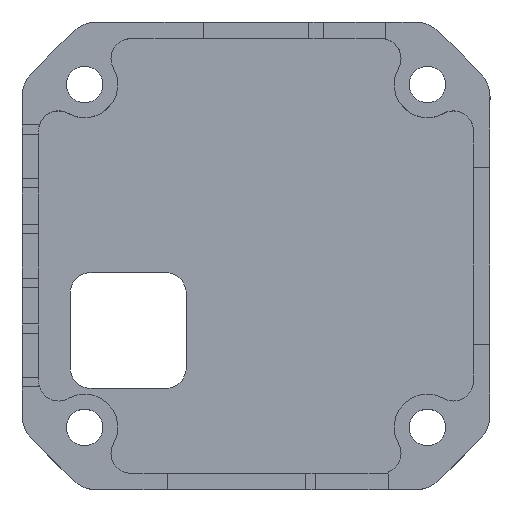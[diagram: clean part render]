
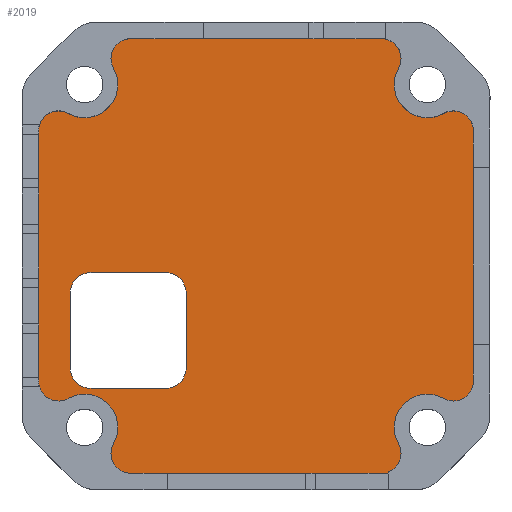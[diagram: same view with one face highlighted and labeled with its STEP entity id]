
A CAD part, top view. The second image highlights one B-rep face of the part: STEP entity #2019.
In plain terms, the highlighted planar face has unit normal (0, 0, 1).
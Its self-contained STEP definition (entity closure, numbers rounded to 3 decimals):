
#27=FACE_BOUND('',#254,.T.);
#38=CIRCLE('',#2126,1.9);
#40=CIRCLE('',#2130,1.9);
#42=CIRCLE('',#2134,1.9);
#44=CIRCLE('',#2138,1.9);
#45=CIRCLE('',#2140,1.8);
#46=CIRCLE('',#2141,3.);
#47=CIRCLE('',#2142,1.8);
#48=CIRCLE('',#2143,1.8);
#49=CIRCLE('',#2144,3.);
#50=CIRCLE('',#2145,1.8);
#51=CIRCLE('',#2146,1.8);
#52=CIRCLE('',#2147,3.);
#53=CIRCLE('',#2148,1.8);
#54=CIRCLE('',#2149,1.8);
#55=CIRCLE('',#2150,3.);
#56=CIRCLE('',#2151,1.8);
#143=FACE_OUTER_BOUND('',#253,.T.);
#253=EDGE_LOOP('',(#1365,#1366,#1367,#1368,#1369,#1370,#1371,#1372,#1373,
#1374,#1375,#1376,#1377,#1378,#1379,#1380,#1381,#1382));
#254=EDGE_LOOP('',(#1383,#1384,#1385,#1386,#1387,#1388,#1389,#1390));
#367=LINE('',#2907,#601);
#372=LINE('',#2920,#606);
#376=LINE('',#2934,#610);
#380=LINE('',#2944,#614);
#381=LINE('',#2951,#615);
#382=LINE('',#2959,#616);
#383=LINE('',#2967,#617);
#384=LINE('',#2969,#618);
#385=LINE('',#2977,#619);
#386=LINE('',#2984,#620);
#601=VECTOR('',#2309,10.);
#606=VECTOR('',#2322,10.);
#610=VECTOR('',#2334,10.);
#614=VECTOR('',#2346,10.);
#615=VECTOR('',#2355,10.);
#616=VECTOR('',#2362,10.);
#617=VECTOR('',#2369,10.);
#618=VECTOR('',#2370,10.);
#619=VECTOR('',#2377,10.);
#620=VECTOR('',#2384,10.);
#835=VERTEX_POINT('',#2904);
#836=VERTEX_POINT('',#2906);
#838=VERTEX_POINT('',#2912);
#840=VERTEX_POINT('',#2918);
#842=VERTEX_POINT('',#2924);
#845=VERTEX_POINT('',#2931);
#846=VERTEX_POINT('',#2933);
#848=VERTEX_POINT('',#2942);
#849=VERTEX_POINT('',#2949);
#850=VERTEX_POINT('',#2950);
#851=VERTEX_POINT('',#2952);
#852=VERTEX_POINT('',#2954);
#853=VERTEX_POINT('',#2956);
#854=VERTEX_POINT('',#2958);
#855=VERTEX_POINT('',#2960);
#856=VERTEX_POINT('',#2962);
#857=VERTEX_POINT('',#2964);
#858=VERTEX_POINT('',#2966);
#859=VERTEX_POINT('',#2968);
#860=VERTEX_POINT('',#2970);
#861=VERTEX_POINT('',#2972);
#862=VERTEX_POINT('',#2974);
#863=VERTEX_POINT('',#2976);
#864=VERTEX_POINT('',#2978);
#865=VERTEX_POINT('',#2980);
#866=VERTEX_POINT('',#2982);
#1031=EDGE_CURVE('',#836,#835,#367,.T.);
#1035=EDGE_CURVE('',#835,#838,#38,.T.);
#1038=EDGE_CURVE('',#838,#840,#372,.T.);
#1041=EDGE_CURVE('',#840,#842,#40,.T.);
#1044=EDGE_CURVE('',#846,#845,#376,.T.);
#1047=EDGE_CURVE('',#845,#836,#42,.T.);
#1050=EDGE_CURVE('',#842,#848,#380,.T.);
#1052=EDGE_CURVE('',#848,#846,#44,.T.);
#1053=EDGE_CURVE('',#849,#850,#381,.T.);
#1054=EDGE_CURVE('',#851,#850,#45,.T.);
#1055=EDGE_CURVE('',#851,#852,#46,.T.);
#1056=EDGE_CURVE('',#853,#852,#47,.T.);
#1057=EDGE_CURVE('',#854,#853,#382,.T.);
#1058=EDGE_CURVE('',#855,#854,#48,.T.);
#1059=EDGE_CURVE('',#855,#856,#49,.T.);
#1060=EDGE_CURVE('',#857,#856,#50,.T.);
#1061=EDGE_CURVE('',#858,#857,#383,.T.);
#1062=EDGE_CURVE('',#859,#858,#384,.T.);
#1063=EDGE_CURVE('',#860,#859,#51,.T.);
#1064=EDGE_CURVE('',#860,#861,#52,.T.);
#1065=EDGE_CURVE('',#862,#861,#53,.T.);
#1066=EDGE_CURVE('',#863,#862,#385,.T.);
#1067=EDGE_CURVE('',#864,#863,#54,.T.);
#1068=EDGE_CURVE('',#864,#865,#55,.T.);
#1069=EDGE_CURVE('',#866,#865,#56,.T.);
#1070=EDGE_CURVE('',#849,#866,#386,.T.);
#1365=ORIENTED_EDGE('',*,*,#1053,.T.);
#1366=ORIENTED_EDGE('',*,*,#1054,.F.);
#1367=ORIENTED_EDGE('',*,*,#1055,.T.);
#1368=ORIENTED_EDGE('',*,*,#1056,.F.);
#1369=ORIENTED_EDGE('',*,*,#1057,.F.);
#1370=ORIENTED_EDGE('',*,*,#1058,.F.);
#1371=ORIENTED_EDGE('',*,*,#1059,.T.);
#1372=ORIENTED_EDGE('',*,*,#1060,.F.);
#1373=ORIENTED_EDGE('',*,*,#1061,.F.);
#1374=ORIENTED_EDGE('',*,*,#1062,.F.);
#1375=ORIENTED_EDGE('',*,*,#1063,.F.);
#1376=ORIENTED_EDGE('',*,*,#1064,.T.);
#1377=ORIENTED_EDGE('',*,*,#1065,.F.);
#1378=ORIENTED_EDGE('',*,*,#1066,.F.);
#1379=ORIENTED_EDGE('',*,*,#1067,.F.);
#1380=ORIENTED_EDGE('',*,*,#1068,.T.);
#1381=ORIENTED_EDGE('',*,*,#1069,.F.);
#1382=ORIENTED_EDGE('',*,*,#1070,.F.);
#1383=ORIENTED_EDGE('',*,*,#1047,.T.);
#1384=ORIENTED_EDGE('',*,*,#1031,.T.);
#1385=ORIENTED_EDGE('',*,*,#1035,.T.);
#1386=ORIENTED_EDGE('',*,*,#1038,.T.);
#1387=ORIENTED_EDGE('',*,*,#1041,.T.);
#1388=ORIENTED_EDGE('',*,*,#1050,.T.);
#1389=ORIENTED_EDGE('',*,*,#1052,.T.);
#1390=ORIENTED_EDGE('',*,*,#1044,.T.);
#1945=PLANE('',#2139);
#2019=ADVANCED_FACE('',(#143,#27),#1945,.F.);
#2126=AXIS2_PLACEMENT_3D('',#2914,#2316,#2317);
#2130=AXIS2_PLACEMENT_3D('',#2926,#2328,#2329);
#2134=AXIS2_PLACEMENT_3D('',#2938,#2340,#2341);
#2138=AXIS2_PLACEMENT_3D('',#2947,#2351,#2352);
#2139=AXIS2_PLACEMENT_3D('',#2948,#2353,#2354);
#2140=AXIS2_PLACEMENT_3D('',#2953,#2356,#2357);
#2141=AXIS2_PLACEMENT_3D('',#2955,#2358,#2359);
#2142=AXIS2_PLACEMENT_3D('',#2957,#2360,#2361);
#2143=AXIS2_PLACEMENT_3D('',#2961,#2363,#2364);
#2144=AXIS2_PLACEMENT_3D('',#2963,#2365,#2366);
#2145=AXIS2_PLACEMENT_3D('',#2965,#2367,#2368);
#2146=AXIS2_PLACEMENT_3D('',#2971,#2371,#2372);
#2147=AXIS2_PLACEMENT_3D('',#2973,#2373,#2374);
#2148=AXIS2_PLACEMENT_3D('',#2975,#2375,#2376);
#2149=AXIS2_PLACEMENT_3D('',#2979,#2378,#2379);
#2150=AXIS2_PLACEMENT_3D('',#2981,#2380,#2381);
#2151=AXIS2_PLACEMENT_3D('',#2983,#2382,#2383);
#2309=DIRECTION('',(0.,1.,0.));
#2316=DIRECTION('center_axis',(0.,0.,
-1.));
#2317=DIRECTION('ref_axis',(-1.,0.,0.));
#2322=DIRECTION('',(1.,0.,0.));
#2328=DIRECTION('center_axis',(0.,0.,
-1.));
#2329=DIRECTION('ref_axis',(0.,1.,0.));
#2334=DIRECTION('',(-1.,0.,0.));
#2340=DIRECTION('center_axis',(0.,0.,
-1.));
#2341=DIRECTION('ref_axis',(0.,-1.,0.));
#2346=DIRECTION('',(0.,-1.,0.));
#2351=DIRECTION('center_axis',(0.,0.,
-1.));
#2352=DIRECTION('ref_axis',(1.,0.,0.));
#2353=DIRECTION('center_axis',(0.,0.,
-1.));
#2354=DIRECTION('ref_axis',(-1.,0.,0.));
#2355=DIRECTION('',(-1.,0.,0.));
#2356=DIRECTION('center_axis',(0.,0.,
-1.));
#2357=DIRECTION('ref_axis',(-0.872,-0.49,0.));
#2358=DIRECTION('center_axis',(0.,0.,
-1.));
#2359=DIRECTION('ref_axis',(-1.,0.,0.));
#2360=DIRECTION('center_axis',(0.,0.,
-1.));
#2361=DIRECTION('ref_axis',(-1.,0.,0.));
#2362=DIRECTION('',(0.,1.,0.));
#2363=DIRECTION('center_axis',(0.,0.,
-1.));
#2364=DIRECTION('ref_axis',(0.492,-0.871,0.));
#2365=DIRECTION('center_axis',(0.,0.,
-1.));
#2366=DIRECTION('ref_axis',(-1.,0.,0.));
#2367=DIRECTION('center_axis',(0.,0.,
-1.));
#2368=DIRECTION('ref_axis',(0.,-1.,0.));
#2369=DIRECTION('',(-1.,0.,0.));
#2370=DIRECTION('',(0.,-1.,0.));
#2371=DIRECTION('center_axis',(0.,0.,
-1.));
#2372=DIRECTION('ref_axis',(0.872,0.49,0.));
#2373=DIRECTION('center_axis',(0.,0.,
-1.));
#2374=DIRECTION('ref_axis',(-1.,0.,0.));
#2375=DIRECTION('center_axis',(0.,0.,
-1.));
#2376=DIRECTION('ref_axis',(1.,0.,0.));
#2377=DIRECTION('',(0.,-1.,0.));
#2378=DIRECTION('center_axis',(0.,0.,
-1.));
#2379=DIRECTION('ref_axis',(-0.492,0.871,0.));
#2380=DIRECTION('center_axis',(0.,0.,
-1.));
#2381=DIRECTION('ref_axis',(-1.,0.,0.));
#2382=DIRECTION('center_axis',(0.,0.,
-1.));
#2383=DIRECTION('ref_axis',(0.,1.,0.));
#2384=DIRECTION('',(0.,-1.,0.));
#2904=CARTESIAN_POINT('',(-16.807,-3.381,-9.652));
#2906=CARTESIAN_POINT('',(-16.807,-10.081,-9.652));
#2907=CARTESIAN_POINT('',(-16.807,-1.69,-9.652));
#2912=CARTESIAN_POINT('',(-14.907,-1.481,-9.652));
#2914=CARTESIAN_POINT('Origin',(-14.907,-3.381,-9.652));
#2918=CARTESIAN_POINT('',(-8.207,-1.481,-9.652));
#2920=CARTESIAN_POINT('',(-4.104,-1.481,-9.652));
#2924=CARTESIAN_POINT('',(-6.307,-3.381,-9.652));
#2926=CARTESIAN_POINT('Origin',(-8.207,-3.381,-9.652));
#2931=CARTESIAN_POINT('',(-14.907,-11.981,-9.652));
#2933=CARTESIAN_POINT('',(-8.207,-11.981,-9.652));
#2934=CARTESIAN_POINT('',(-7.454,-11.981,-9.652));
#2938=CARTESIAN_POINT('Origin',(-14.907,-10.081,-9.652));
#2942=CARTESIAN_POINT('',(-6.307,-10.081,-9.652));
#2944=CARTESIAN_POINT('',(-6.307,-5.04,-9.652));
#2947=CARTESIAN_POINT('Origin',(-8.207,-10.081,-9.652));
#2948=CARTESIAN_POINT('Origin',(0.,0.,
-9.652));
#2949=CARTESIAN_POINT('',(11.706,19.65,-9.652));
#2950=CARTESIAN_POINT('',(-11.315,19.65,-9.652));
#2951=CARTESIAN_POINT('',(3.053,19.65,-9.652));
#2952=CARTESIAN_POINT('',(-12.884,16.969,-9.652));
#2953=CARTESIAN_POINT('Origin',(-11.315,17.85,-9.652));
#2954=CARTESIAN_POINT('',(-16.975,12.888,-9.652));
#2955=CARTESIAN_POINT('Origin',(-15.5,15.5,-9.652));
#2956=CARTESIAN_POINT('',(-19.66,11.32,-9.652));
#2957=CARTESIAN_POINT('Origin',(-17.86,11.32,-9.652));
#2958=CARTESIAN_POINT('',(-19.66,-11.32,-9.652));
#2959=CARTESIAN_POINT('',(-19.66,-14.407,-9.652));
#2960=CARTESIAN_POINT('',(-16.975,-12.888,-9.652));
#2961=CARTESIAN_POINT('Origin',(-17.86,-11.32,-9.652));
#2962=CARTESIAN_POINT('',(-12.884,-16.969,-9.652));
#2963=CARTESIAN_POINT('Origin',(-15.5,-15.5,-9.652));
#2964=CARTESIAN_POINT('',(-11.315,-19.65,-9.652));
#2965=CARTESIAN_POINT('Origin',(-11.315,-17.85,-9.652));
#2966=CARTESIAN_POINT('',(11.96,-19.65,-9.652));
#2967=CARTESIAN_POINT('',(14.417,-19.65,-9.652));
#2968=CARTESIAN_POINT('',(11.96,-19.53,-9.652));
#2969=CARTESIAN_POINT('',(11.96,-19.65,-9.652));
#2970=CARTESIAN_POINT('',(12.884,-16.969,-9.652));
#2971=CARTESIAN_POINT('Origin',(11.315,-17.85,-9.652));
#2972=CARTESIAN_POINT('',(16.975,-12.888,-9.652));
#2973=CARTESIAN_POINT('Origin',(15.5,-15.5,-9.652));
#2974=CARTESIAN_POINT('',(19.66,-11.32,-9.652));
#2975=CARTESIAN_POINT('Origin',(17.86,-11.32,-9.652));
#2976=CARTESIAN_POINT('',(19.66,11.32,-9.652));
#2977=CARTESIAN_POINT('',(19.66,14.407,-9.652));
#2978=CARTESIAN_POINT('',(16.975,12.888,-9.652));
#2979=CARTESIAN_POINT('Origin',(17.86,11.32,-9.652));
#2980=CARTESIAN_POINT('',(12.884,16.969,-9.652));
#2981=CARTESIAN_POINT('Origin',(15.5,15.5,-9.652));
#2982=CARTESIAN_POINT('',(11.706,19.607,-9.652));
#2983=CARTESIAN_POINT('Origin',(11.315,17.85,-9.652));
#2984=CARTESIAN_POINT('',(11.706,19.65,-9.652));
